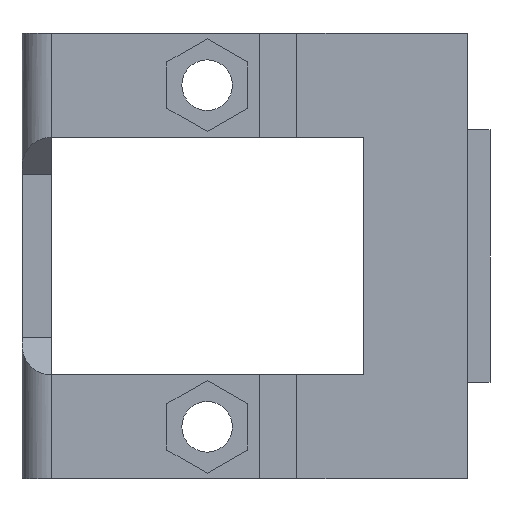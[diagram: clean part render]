
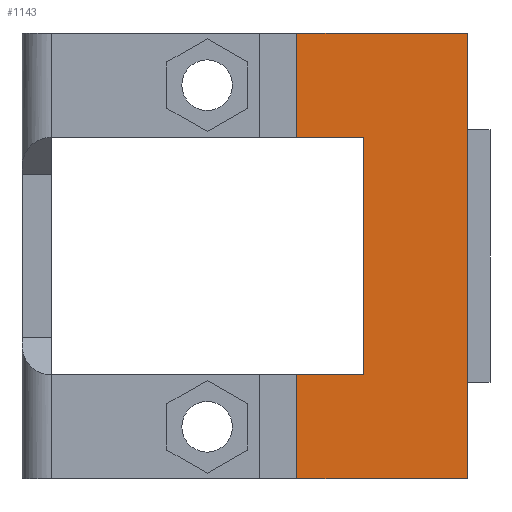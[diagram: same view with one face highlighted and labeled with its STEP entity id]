
A CAD part, front view. The second image highlights one B-rep face of the part: STEP entity #1143.
In plain terms, the highlighted planar face has unit normal (0, -1, 0).
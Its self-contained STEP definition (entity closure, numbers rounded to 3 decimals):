
#51=PLANE('',#1230);
#100=FACE_OUTER_BOUND('',#164,.T.);
#164=EDGE_LOOP('',(#870,#871,#872,#873,#874,#875,#876,#877));
#233=LINE('',#1624,#363);
#258=LINE('',#1686,#388);
#278=LINE('',#1728,#408);
#279=LINE('',#1735,#409);
#280=LINE('',#1736,#410);
#281=LINE('',#1737,#411);
#282=LINE('',#1739,#412);
#283=LINE('',#1740,#413);
#363=VECTOR('',#1311,10.);
#388=VECTOR('',#1358,10.);
#408=VECTOR('',#1392,10.);
#409=VECTOR('',#1399,10.);
#410=VECTOR('',#1400,10.);
#411=VECTOR('',#1401,10.);
#412=VECTOR('',#1402,10.);
#413=VECTOR('',#1403,10.);
#519=VERTEX_POINT('',#1621);
#520=VERTEX_POINT('',#1623);
#545=VERTEX_POINT('',#1683);
#546=VERTEX_POINT('',#1685);
#559=VERTEX_POINT('',#1722);
#561=VERTEX_POINT('',#1726);
#564=VERTEX_POINT('',#1734);
#565=VERTEX_POINT('',#1738);
#628=EDGE_CURVE('',#520,#519,#233,.T.);
#659=EDGE_CURVE('',#546,#545,#258,.T.);
#680=EDGE_CURVE('',#559,#561,#278,.T.);
#683=EDGE_CURVE('',#561,#564,#279,.T.);
#684=EDGE_CURVE('',#564,#520,#280,.T.);
#685=EDGE_CURVE('',#519,#546,#281,.T.);
#686=EDGE_CURVE('',#545,#565,#282,.T.);
#687=EDGE_CURVE('',#565,#559,#283,.T.);
#870=ORIENTED_EDGE('',*,*,#683,.T.);
#871=ORIENTED_EDGE('',*,*,#684,.T.);
#872=ORIENTED_EDGE('',*,*,#628,.T.);
#873=ORIENTED_EDGE('',*,*,#685,.T.);
#874=ORIENTED_EDGE('',*,*,#659,.T.);
#875=ORIENTED_EDGE('',*,*,#686,.T.);
#876=ORIENTED_EDGE('',*,*,#687,.T.);
#877=ORIENTED_EDGE('',*,*,#680,.T.);
#1143=ADVANCED_FACE('',(#100),#51,.T.);
#1230=AXIS2_PLACEMENT_3D('',#1733,#1397,#1398);
#1311=DIRECTION('',(1.,0.,0.));
#1358=DIRECTION('',(-1.,0.,0.));
#1392=DIRECTION('',(0.,0.,-1.));
#1397=DIRECTION('center_axis',(0.,-1.,0.));
#1398=DIRECTION('ref_axis',(0.,0.,-1.));
#1399=DIRECTION('',(-1.,0.,0.));
#1400=DIRECTION('',(0.,0.,-1.));
#1401=DIRECTION('',(0.,0.,1.));
#1402=DIRECTION('',(0.,0.,-1.));
#1403=DIRECTION('',(1.,0.,0.));
#1621=CARTESIAN_POINT('',(15.,-5.,-15.));
#1623=CARTESIAN_POINT('',(3.5,-5.,-15.));
#1624=CARTESIAN_POINT('',(15.,-5.,-15.));
#1683=CARTESIAN_POINT('',(3.5,-5.,15.));
#1685=CARTESIAN_POINT('',(15.,-5.,15.));
#1686=CARTESIAN_POINT('',(-15.,-5.,15.));
#1722=CARTESIAN_POINT('',(8.,-5.,8.));
#1726=CARTESIAN_POINT('',(8.,-5.,-8.));
#1728=CARTESIAN_POINT('',(8.,-5.,-4.));
#1733=CARTESIAN_POINT('Origin',(0.,-5.,0.));
#1734=CARTESIAN_POINT('',(3.5,-5.,-8.));
#1735=CARTESIAN_POINT('',(-6.5,-5.,-8.));
#1736=CARTESIAN_POINT('',(3.5,-5.,7.5));
#1737=CARTESIAN_POINT('',(15.,-5.,15.));
#1738=CARTESIAN_POINT('',(3.5,-5.,8.));
#1739=CARTESIAN_POINT('',(3.5,-5.,7.5));
#1740=CARTESIAN_POINT('',(4.,-5.,8.));
